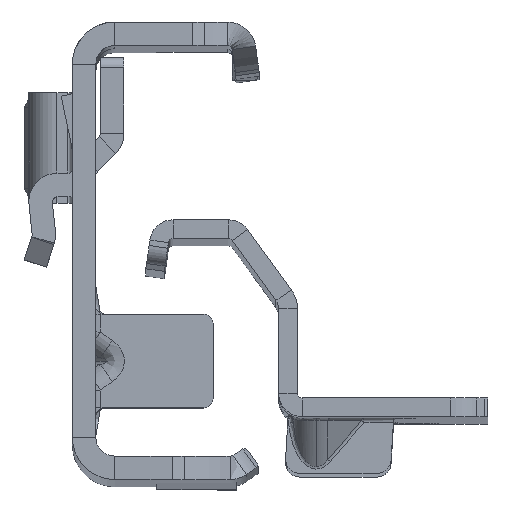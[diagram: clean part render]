
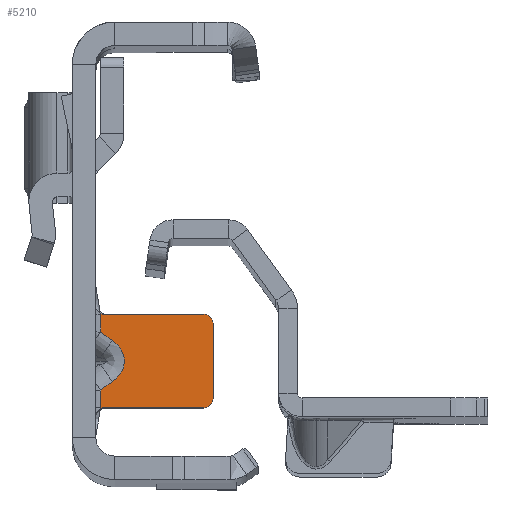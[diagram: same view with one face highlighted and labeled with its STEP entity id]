
A CAD part, top view. The second image highlights one B-rep face of the part: STEP entity #5210.
In plain terms, the highlighted planar face has unit normal (0, 0, 1).
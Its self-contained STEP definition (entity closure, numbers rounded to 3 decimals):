
#544 = DIRECTION ( 'NONE',  ( 0., 1., 0. ) ) ;
#569 = PLANE ( 'NONE',  #14832 ) ;
#904 = DIRECTION ( 'NONE',  ( 0., -1., 0. ) ) ;
#1057 = VECTOR ( 'NONE', #6133, 1000. ) ;
#1367 = VERTEX_POINT ( 'NONE', #8578 ) ;
#2369 = ORIENTED_EDGE ( 'NONE', *, *, #10969, .F. ) ;
#2421 = CARTESIAN_POINT ( 'NONE',  ( 0.5, 22.3, -441.5 ) ) ;
#2520 = CARTESIAN_POINT ( 'NONE',  ( 0.5, -7.519, -441.5 ) ) ;
#2580 = VERTEX_POINT ( 'NONE', #15713 ) ;
#3018 = ORIENTED_EDGE ( 'NONE', *, *, #17797, .T. ) ;
#3144 = VECTOR ( 'NONE', #10188, 1000. ) ;
#3183 = VECTOR ( 'NONE', #9244, 1000. ) ;
#3252 = DIRECTION ( 'NONE',  ( -0.816, 0.577, 0. ) ) ;
#3260 = AXIS2_PLACEMENT_3D ( 'NONE', #3752, #9398, #904 ) ;
#3635 = EDGE_CURVE ( 'NONE', #5492, #4094, #10757, .T. ) ;
#3752 = CARTESIAN_POINT ( 'NONE',  ( 11.5, -6.6, -441.5 ) ) ;
#4070 = VERTEX_POINT ( 'NONE', #10731 ) ;
#4094 = VERTEX_POINT ( 'NONE', #5459 ) ;
#4406 = LINE ( 'NONE', #11562, #14945 ) ;
#4533 = CARTESIAN_POINT ( 'NONE',  ( -1.826, -15.6, -441.5 ) ) ;
#4610 = VERTEX_POINT ( 'NONE', #7246 ) ;
#4765 = DIRECTION ( 'NONE',  ( 0., 0., -1. ) ) ;
#5117 = VECTOR ( 'NONE', #3252, 1000. ) ;
#5179 = ORIENTED_EDGE ( 'NONE', *, *, #18150, .F. ) ;
#5210 = ADVANCED_FACE ( 'NONE', ( #13268 ), #569, .F. ) ;
#5345 = CARTESIAN_POINT ( 'NONE',  ( 0.708, -15.6, -441.5 ) ) ;
#5396 = DIRECTION ( 'NONE',  ( 0., 0., 1. ) ) ;
#5459 = CARTESIAN_POINT ( 'NONE',  ( 12.5, -6.6, -441.5 ) ) ;
#5492 = VERTEX_POINT ( 'NONE', #16988 ) ;
#5927 = VERTEX_POINT ( 'NONE', #16112 ) ;
#6100 = ORIENTED_EDGE ( 'NONE', *, *, #3635, .T. ) ;
#6133 = DIRECTION ( 'NONE',  ( 1., 0., 0. ) ) ;
#6972 = DIRECTION ( 'NONE',  ( 0., 1., 0. ) ) ;
#7149 = CARTESIAN_POINT ( 'NONE',  ( 3.573, -11.508, -441.5 ) ) ;
#7209 = CARTESIAN_POINT ( 'NONE',  ( -1.826, -15.6, -441.5 ) ) ;
#7246 = CARTESIAN_POINT ( 'NONE',  ( 0.5, -5.6, -441.5 ) ) ;
#7620 = EDGE_CURVE ( 'NONE', #5927, #11209, #18564, .T. ) ;
#7906 = EDGE_CURVE ( 'NONE', #4070, #4610, #8835, .T. ) ;
#7974 = CARTESIAN_POINT ( 'NONE',  ( 11.5, -15.6, -441.5 ) ) ;
#8068 = EDGE_CURVE ( 'NONE', #4094, #1367, #9671, .T. ) ;
#8183 = VECTOR ( 'NONE', #6972, 1000. ) ;
#8208 = CARTESIAN_POINT ( 'NONE',  ( 1.757, -8.408, -441.5 ) ) ;
#8578 = CARTESIAN_POINT ( 'NONE',  ( 11.5, -5.6, -441.5 ) ) ;
#8698 = EDGE_CURVE ( 'NONE', #11209, #15399, #9163, .T. ) ;
#8835 = LINE ( 'NONE', #17352, #9353 ) ;
#8869 = LINE ( 'NONE', #17753, #3183 ) ;
#9163 = LINE ( 'NONE', #11589, #5117 ) ;
#9227 = VERTEX_POINT ( 'NONE', #13726 ) ;
#9244 = DIRECTION ( 'NONE',  ( 0., 1., 0. ) ) ;
#9284 = ORIENTED_EDGE ( 'NONE', *, *, #7906, .T. ) ;
#9353 = VECTOR ( 'NONE', #10083, 1000. ) ;
#9379 = ORIENTED_EDGE ( 'NONE', *, *, #8068, .T. ) ;
#9398 = DIRECTION ( 'NONE',  ( 0., 0., 1. ) ) ;
#9671 = CIRCLE ( 'NONE', #3260, 1. ) ;
#9754 = ORIENTED_EDGE ( 'NONE', *, *, #10653, .T. ) ;
#9933 = EDGE_CURVE ( 'NONE', #2580, #5927, #10542, .T. ) ;
#10029 = AXIS2_PLACEMENT_3D ( 'NONE', #15907, #5396, #11225 ) ;
#10041 = DIRECTION ( 'NONE',  ( -1., 0., 0. ) ) ;
#10083 = DIRECTION ( 'NONE',  ( -1., 0., 0. ) ) ;
#10188 = DIRECTION ( 'NONE',  ( 1., 0., 0. ) ) ;
#10407 = DIRECTION ( 'NONE',  ( 0., 1., 0. ) ) ;
#10542 = LINE ( 'NONE', #10728, #14265 ) ;
#10653 = EDGE_CURVE ( 'NONE', #16370, #5492, #13676, .T. ) ;
#10660 = ORIENTED_EDGE ( 'NONE', *, *, #11999, .T. ) ;
#10707 = ORIENTED_EDGE ( 'NONE', *, *, #16590, .T. ) ;
#10728 = CARTESIAN_POINT ( 'NONE',  ( 2.624, -12.179, -441.5 ) ) ;
#10731 = CARTESIAN_POINT ( 'NONE',  ( 0.708, -5.6, -441.5 ) ) ;
#10757 = LINE ( 'NONE', #16585, #11091 ) ;
#10969 = EDGE_CURVE ( 'NONE', #9227, #2580, #15789, .T. ) ;
#11091 = VECTOR ( 'NONE', #544, 1000. ) ;
#11209 = VERTEX_POINT ( 'NONE', #18174 ) ;
#11225 = DIRECTION ( 'NONE',  ( 0., 1., 0. ) ) ;
#11459 = CARTESIAN_POINT ( 'NONE',  ( 1.757, -12.792, -441.5 ) ) ;
#11519 = LINE ( 'NONE', #7209, #3144 ) ;
#11559 = CARTESIAN_POINT ( 'NONE',  ( 3.573, -9.692, -441.5 ) ) ;
#11562 = CARTESIAN_POINT ( 'NONE',  ( -1.826, -5.6, -441.5 ) ) ;
#11589 = CARTESIAN_POINT ( 'NONE',  ( 1.367, -8.131, -441.5 ) ) ;
#11999 = EDGE_CURVE ( 'NONE', #1367, #4070, #4406, .T. ) ;
#13268 = FACE_OUTER_BOUND ( 'NONE', #13395, .T. ) ;
#13395 = EDGE_LOOP ( 'NONE', ( #14480, #18365, #16885, #2369, #10707, #3018, #9754, #6100, #9379, #10660, #9284, #5179 ) ) ;
#13676 = CIRCLE ( 'NONE', #10029, 1. ) ;
#13726 = CARTESIAN_POINT ( 'NONE',  ( 0.5, -15.6, -441.5 ) ) ;
#14265 = VECTOR ( 'NONE', #17812, 1000. ) ;
#14480 = ORIENTED_EDGE ( 'NONE', *, *, #8698, .F. ) ;
#14810 = CARTESIAN_POINT ( 'NONE',  ( -7.326, 22.3, -441.5 ) ) ;
#14832 = AXIS2_PLACEMENT_3D ( 'NONE', #14810, #4765, #10407 ) ;
#14945 = VECTOR ( 'NONE', #10041, 1000. ) ;
#15399 = VERTEX_POINT ( 'NONE', #2520 ) ;
#15713 = CARTESIAN_POINT ( 'NONE',  ( 0.5, -13.681, -441.5 ) ) ;
#15789 = LINE ( 'NONE', #2421, #8183 ) ;
#15899 = LINE ( 'NONE', #4533, #1057 ) ;
#15907 = CARTESIAN_POINT ( 'NONE',  ( 11.5, -14.6, -441.5 ) ) ;
#16112 = CARTESIAN_POINT ( 'NONE',  ( 1.757, -12.792, -441.5 ) ) ;
#16370 = VERTEX_POINT ( 'NONE', #7974 ) ;
#16585 = CARTESIAN_POINT ( 'NONE',  ( 12.5, -6.6, -441.5 ) ) ;
#16590 = EDGE_CURVE ( 'NONE', #9227, #17827, #11519, .T. ) ;
#16885 = ORIENTED_EDGE ( 'NONE', *, *, #9933, .F. ) ;
#16988 = CARTESIAN_POINT ( 'NONE',  ( 12.5, -14.6, -441.5 ) ) ;
#17352 = CARTESIAN_POINT ( 'NONE',  ( -1.826, -5.6, -441.5 ) ) ;
#17753 = CARTESIAN_POINT ( 'NONE',  ( 0.5, 22.3, -441.5 ) ) ;
#17797 = EDGE_CURVE ( 'NONE', #17827, #16370, #15899, .T. ) ;
#17812 = DIRECTION ( 'NONE',  ( 0.816, 0.577, 0. ) ) ;
#17827 = VERTEX_POINT ( 'NONE', #5345 ) ;
#18150 = EDGE_CURVE ( 'NONE', #15399, #4610, #8869, .T. ) ;
#18174 = CARTESIAN_POINT ( 'NONE',  ( 1.757, -8.408, -441.5 ) ) ;
#18365 = ORIENTED_EDGE ( 'NONE', *, *, #7620, .F. ) ;
#18564 =( BOUNDED_CURVE ( )  B_SPLINE_CURVE ( 3, ( #11459, #7149, #11559, #8208 ),
 .UNSPECIFIED., .F., .F. ) 
 B_SPLINE_CURVE_WITH_KNOTS ( ( 4, 4 ),
 ( 2.356, 3.927 ),
 .UNSPECIFIED. ) 
 CURVE ( )  GEOMETRIC_REPRESENTATION_ITEM ( )  RATIONAL_B_SPLINE_CURVE ( ( 1., 0.805, 0.805, 1. ) ) 
 REPRESENTATION_ITEM ( '' )  );
